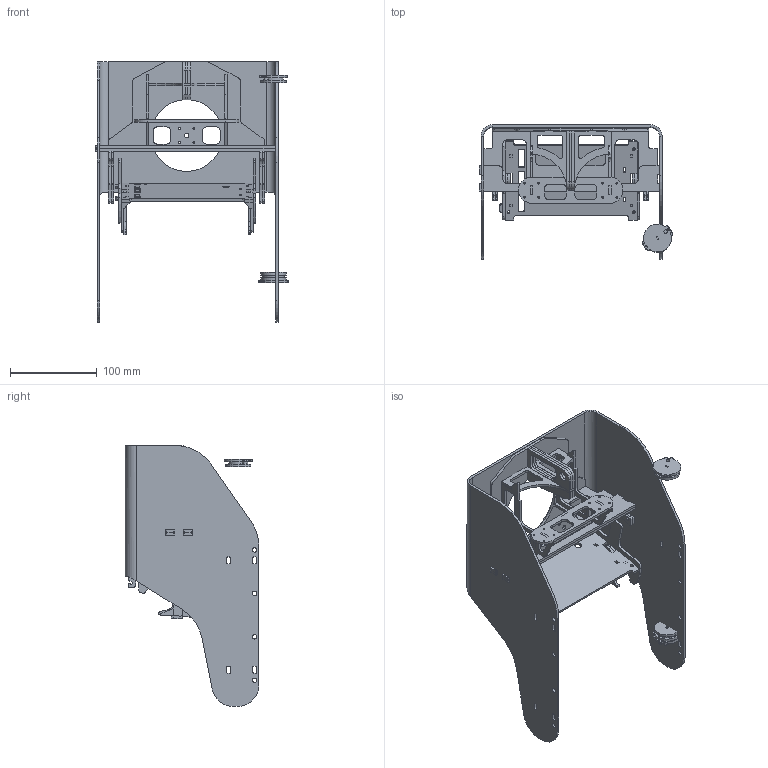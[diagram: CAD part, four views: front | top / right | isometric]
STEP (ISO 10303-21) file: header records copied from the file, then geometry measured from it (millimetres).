
FILE_DESCRIPTION((''),'2;1');
FILE_NAME('OpenROV_v2_5_Assembly STEP.stp','2013-11-13T22:13:31',(''),(''),'Autodesk Inventor 2013','Autodesk Inventor 2013','');
FILE_SCHEMA(('AUTOMOTIVE_DESIGN { 1 0 10303 214 1 1 1 1 }'));
Length unit declared in the file: millimetre
Products named in the file (22): OpenROV_v2_5_Assembly; Bulkhead 25083113; Axial Shroud Support 25090213; Bulkhead Brace 25100613; Vertical Motor Mount 25090213; Horizontal Motor Mount 25090213; Handle 25090213; Lateral Shroud Support 25090213; Top Plate 25090213; Tube Cradle 25090213; Aft Inner Disk; Aft Middle Disk; Aft Outer Disk; Front Large Disk; Front Small Disk; Front Outer Disk; Main_Platform; Endplate; Endplate_Support; Camera_Mount_A; Camera_Mount_B; Shell 25083113
Assembly tree (34 placements, depth 2):
  OpenROV_v2_5_Assembly
    Bulkhead 25083113
    Axial Shroud Support 25090213  x2
    Bulkhead Brace 25100613
    Vertical Motor Mount 25090213
    Horizontal Motor Mount 25090213
    Handle 25090213  x3
    Lateral Shroud Support 25090213
    Top Plate 25090213
    Tube Cradle 25090213  x4
    Aft Inner Disk
    Aft Middle Disk
    Aft Outer Disk
    Front Large Disk  x2
    Front Small Disk
    Front Outer Disk
    Main_Platform
    Endplate  x2
    Endplate_Support  x4
    Camera_Mount_A  x2
    Camera_Mount_B  x2
    Shell 25083113
Bounding box: 222.31 x 154.11 x 300 mm (x, y, z)
Volume: 464554.9 mm3; surface area: 351492.5 mm2
Topology: 34 solids, 34 shells, 1262 faces, 3571 edges, 2380 vertices
Faces by surface type: plane 827, cylinder 433, bspline 2
Full cylindrical faces by diameter (mm): 2 x12, 2.8 x4, 3 x10, 4 x1, 5 x9, 8 x1, 10 x3, 24.5 x1, 29 x3, 82.55 x1
Entity records: 30131 total; most frequent: CARTESIAN_POINT 5247, DIRECTION 4933, ORIENTED_EDGE 4904, EDGE_CURVE 2452, VECTOR 1831, LINE 1831, VERTEX_POINT 1656, AXIS2_PLACEMENT_3D 1551
